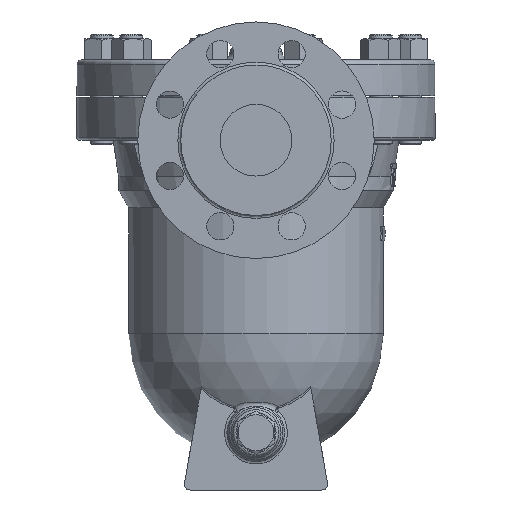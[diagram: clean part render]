
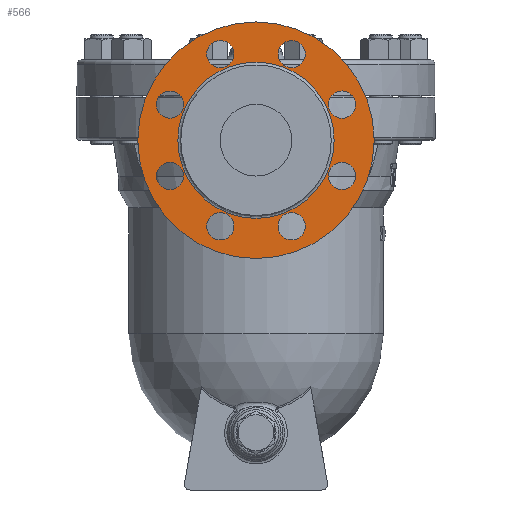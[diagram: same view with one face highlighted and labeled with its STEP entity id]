
A CAD part, left-side view. The second image highlights one B-rep face of the part: STEP entity #566.
In plain terms, the highlighted free-form (B-spline) face has degree [1, 1] with [2, 2] control points.
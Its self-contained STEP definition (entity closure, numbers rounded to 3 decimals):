
#230=CARTESIAN_POINT('',(-202.,0.0,52.5));
#231=VERTEX_POINT('',#230);
#232=CARTESIAN_POINT('',(-202.,0.0,-30.));
#233=DIRECTION('',(-1.0,0.0,0.0));
#234=DIRECTION('',(0.0,0.0,1.0));
#235=AXIS2_PLACEMENT_3D('',#232,#233,#234);
#236=CIRCLE('',#235,82.5);
#237=EDGE_CURVE('',#231,#231,#236,.T.);
#444=CARTESIAN_POINT('',(-202.,0.0,24.5));
#445=VERTEX_POINT('',#444);
#446=CARTESIAN_POINT('',(-202.,0.0,-30.));
#447=DIRECTION('',(-1.0,0.0,0.0));
#448=DIRECTION('',(0.0,0.0,-1.0));
#449=AXIS2_PLACEMENT_3D('',#446,#447,#448);
#450=CIRCLE('',#449,54.5);
#451=EDGE_CURVE('',#445,#445,#450,.T.);
#467=CARTESIAN_POINT('',(-202.,82.5,52.5));
#468=CARTESIAN_POINT('',(-202.,82.5,-112.5));
#469=CARTESIAN_POINT('',(-202.,-82.5,52.5));
#470=CARTESIAN_POINT('',(-202.,-82.5,-112.5));
#471=B_SPLINE_SURFACE_WITH_KNOTS('',1,1,((#467,#469),(#468,#470)),.UNSPECIFIED.,.F.,.F.,.U.,(2,2),(2,2),(0.0,165.),(0.0,165.),.UNSPECIFIED.);
#472=ORIENTED_EDGE('',*,*,#237,.T.);
#473=EDGE_LOOP('',(#472));
#474=FACE_OUTER_BOUND('',#473,.T.);
#475=CARTESIAN_POINT('',(-202.,24.874,20.552));
#476=VERTEX_POINT('',#475);
#477=CARTESIAN_POINT('',(-202.,24.874,30.052));
#478=DIRECTION('',(1.0,0.0,0.0));
#479=DIRECTION('',(0.0,0.0,-1.0));
#480=AXIS2_PLACEMENT_3D('',#477,#478,#479);
#481=CIRCLE('',#480,9.5);
#482=EDGE_CURVE('',#476,#476,#481,.T.);
#483=ORIENTED_EDGE('',*,*,#482,.T.);
#484=EDGE_LOOP('',(#483));
#485=FACE_BOUND('',#484,.T.);
#486=CARTESIAN_POINT('',(-202.,53.335,-11.843));
#487=VERTEX_POINT('',#486);
#488=CARTESIAN_POINT('',(-202.,60.052,-5.126));
#489=DIRECTION('',(1.,0.,0.));
#490=DIRECTION('',(0.,-0.707,-0.707));
#491=AXIS2_PLACEMENT_3D('',#488,#489,#490);
#492=CIRCLE('',#491,9.5);
#493=EDGE_CURVE('',#487,#487,#492,.T.);
#494=ORIENTED_EDGE('',*,*,#493,.T.);
#495=EDGE_LOOP('',(#494));
#496=FACE_BOUND('',#495,.T.);
#497=CARTESIAN_POINT('',(-202.,50.552,-54.874));
#498=VERTEX_POINT('',#497);
#499=CARTESIAN_POINT('',(-202.,60.052,-54.874));
#500=DIRECTION('',(1.0,0.0,0.0));
#501=DIRECTION('',(0.0,-1.0,0.0));
#502=AXIS2_PLACEMENT_3D('',#499,#500,#501);
#503=CIRCLE('',#502,9.5);
#504=EDGE_CURVE('',#498,#498,#503,.T.);
#505=ORIENTED_EDGE('',*,*,#504,.T.);
#506=EDGE_LOOP('',(#505));
#507=FACE_BOUND('',#506,.T.);
#508=CARTESIAN_POINT('',(-202.,18.157,-83.335));
#509=VERTEX_POINT('',#508);
#510=CARTESIAN_POINT('',(-202.,24.874,-90.052));
#511=DIRECTION('',(1.,0.,0.));
#512=DIRECTION('',(0.,-0.707,0.707));
#513=AXIS2_PLACEMENT_3D('',#510,#511,#512);
#514=CIRCLE('',#513,9.5);
#515=EDGE_CURVE('',#509,#509,#514,.T.);
#516=ORIENTED_EDGE('',*,*,#515,.T.);
#517=EDGE_LOOP('',(#516));
#518=FACE_BOUND('',#517,.T.);
#519=CARTESIAN_POINT('',(-202.,-24.874,-80.552));
#520=VERTEX_POINT('',#519);
#521=CARTESIAN_POINT('',(-202.,-24.874,-90.052));
#522=DIRECTION('',(1.0,0.0,0.0));
#523=DIRECTION('',(0.0,0.0,1.0));
#524=AXIS2_PLACEMENT_3D('',#521,#522,#523);
#525=CIRCLE('',#524,9.5);
#526=EDGE_CURVE('',#520,#520,#525,.T.);
#527=ORIENTED_EDGE('',*,*,#526,.T.);
#528=EDGE_LOOP('',(#527));
#529=FACE_BOUND('',#528,.T.);
#530=CARTESIAN_POINT('',(-202.,-53.335,-48.157));
#531=VERTEX_POINT('',#530);
#532=CARTESIAN_POINT('',(-202.,-60.052,-54.874));
#533=DIRECTION('',(1.0,0.,0.));
#534=DIRECTION('',(0.,0.707,0.707));
#535=AXIS2_PLACEMENT_3D('',#532,#533,#534);
#536=CIRCLE('',#535,9.5);
#537=EDGE_CURVE('',#531,#531,#536,.T.);
#538=ORIENTED_EDGE('',*,*,#537,.T.);
#539=EDGE_LOOP('',(#538));
#540=FACE_BOUND('',#539,.T.);
#541=CARTESIAN_POINT('',(-202.,-50.552,-5.126));
#542=VERTEX_POINT('',#541);
#543=CARTESIAN_POINT('',(-202.,-60.052,-5.126));
#544=DIRECTION('',(1.0,0.0,0.0));
#545=DIRECTION('',(0.0,1.0,0.0));
#546=AXIS2_PLACEMENT_3D('',#543,#544,#545);
#547=CIRCLE('',#546,9.5);
#548=EDGE_CURVE('',#542,#542,#547,.T.);
#549=ORIENTED_EDGE('',*,*,#548,.T.);
#550=EDGE_LOOP('',(#549));
#551=FACE_BOUND('',#550,.T.);
#552=CARTESIAN_POINT('',(-202.,-18.157,23.335));
#553=VERTEX_POINT('',#552);
#554=CARTESIAN_POINT('',(-202.,-24.874,30.052));
#555=DIRECTION('',(1.0,0.,0.));
#556=DIRECTION('',(0.,0.707,-0.707));
#557=AXIS2_PLACEMENT_3D('',#554,#555,#556);
#558=CIRCLE('',#557,9.5);
#559=EDGE_CURVE('',#553,#553,#558,.T.);
#560=ORIENTED_EDGE('',*,*,#559,.T.);
#561=EDGE_LOOP('',(#560));
#562=FACE_BOUND('',#561,.T.);
#563=ORIENTED_EDGE('',*,*,#451,.F.);
#564=EDGE_LOOP('',(#563));
#565=FACE_BOUND('',#564,.T.);
#566=ADVANCED_FACE('',(#474,#485,#496,#507,#518,#529,#540,#551,#562,#565),#471,.T.);
